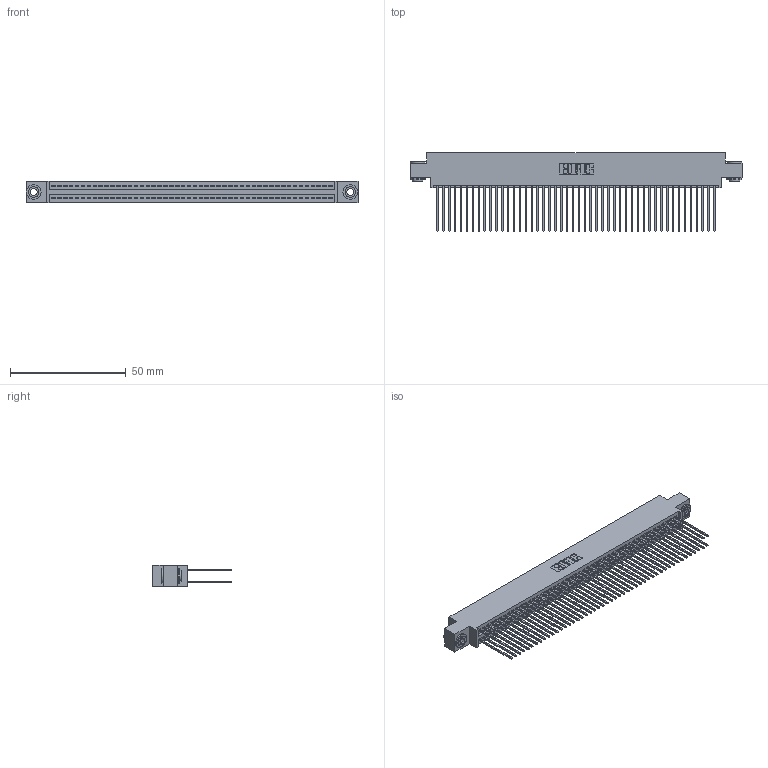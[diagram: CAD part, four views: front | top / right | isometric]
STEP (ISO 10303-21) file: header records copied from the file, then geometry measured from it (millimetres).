
FILE_DESCRIPTION (( 'STEP AP203' ), '1' );
FILE_NAME ('395-096-541-803.STEP', '2019-10-26T00:51:59', ( '' ), ( '' ), 'SwSTEP 2.0', 'SolidWorks 2016', '' );
FILE_SCHEMA (( 'CONFIG_CONTROL_DESIGN' ));
Length unit declared in the file: inch
Products named in the file (4): 345-250-002_345-250-002-102; 395-096-541-803; 345 Part_0.170 Offset - 0.156 Dia-TH; 345-292-001_345-293-141
Assembly tree (99 placements, depth 2):
  395-096-541-803
    345 Part_0.170 Offset - 0.156 Dia-TH
    345-292-001_345-293-141  x96
    345-250-002_345-250-002-102  x2
Bounding box: 143.13 x 33.96 x 9.4 mm (x, y, z)
Volume: 14416.2 mm3; surface area: 24363.1 mm2
Topology: 99 solids, 99 shells, 4968 faces, 14733 edges, 9690 vertices
Faces by surface type: plane 3262, cylinder 1698, cone 8
Entity records: 37654 total; most frequent: CARTESIAN_POINT 6283, ORIENTED_EDGE 6210, DIRECTION 5563, EDGE_CURVE 3105, LINE 2757, VECTOR 2757, VERTEX_POINT 2066, AXIS2_PLACEMENT_3D 1403
